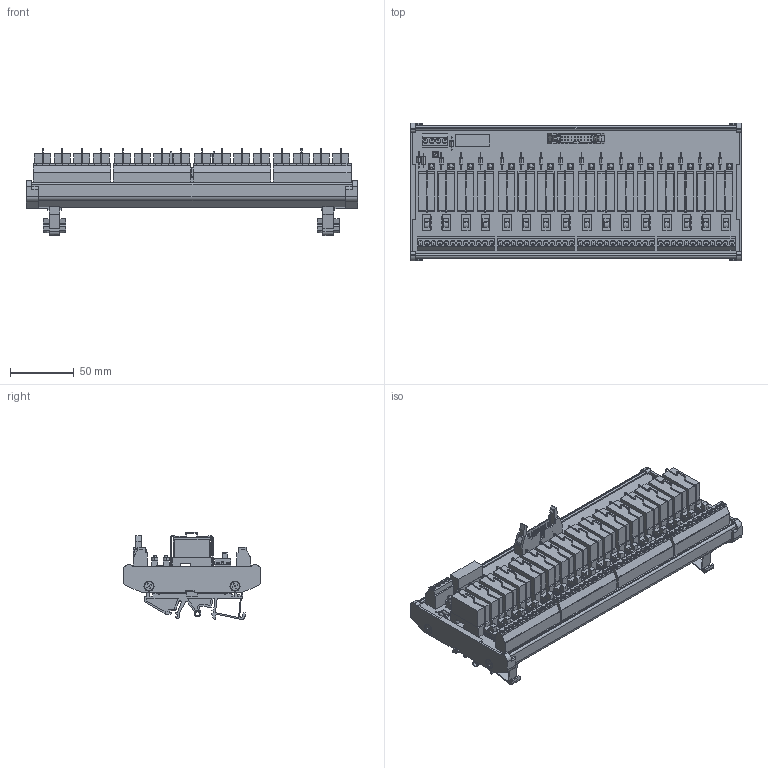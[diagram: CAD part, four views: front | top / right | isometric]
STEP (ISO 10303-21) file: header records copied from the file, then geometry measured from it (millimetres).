
FILE_DESCRIPTION(('CATIA V5R22 STEP214','CAx-IF Rec.Pracs.--- Model Styling and Organization---1.4--- 2014-01-23'),'2;1');
FILE_NAME ('034068-1_0', '2023-07-27T08:43:58+00:00', ('Weidmueller Interface'), ('Weidmueller'), 'CATIA Version 5-6 Release 2016 SP3 HF44', 'CATIA V5 STEP AP214', 'none');
FILE_SCHEMA(('AUTOMOTIVE_DESIGN { 1 0 10303 214 1 1 1 1 }'));
Products named in the file (1): 9445140000_RSM-16 FOR 1CO S
Bounding box: 260.5 x 108.2 x 69.1 mm (x, y, z)
Volume: 307126 mm3; surface area: 261758.2 mm2
Topology: 1 solids, 81 shells, 6139 faces, 16295 edges, 10494 vertices
Faces by surface type: plane 4329, cylinder 1462, bspline 276, torus 72
Entity records: 204174 total; most frequent: CARTESIAN_POINT 50975, ORIENTED_EDGE 32520, DIRECTION 26006, EDGE_CURVE 16260, VECTOR 12136, LINE 12136, VERTEX_POINT 10494, AXIS2_PLACEMENT_3D 8008
